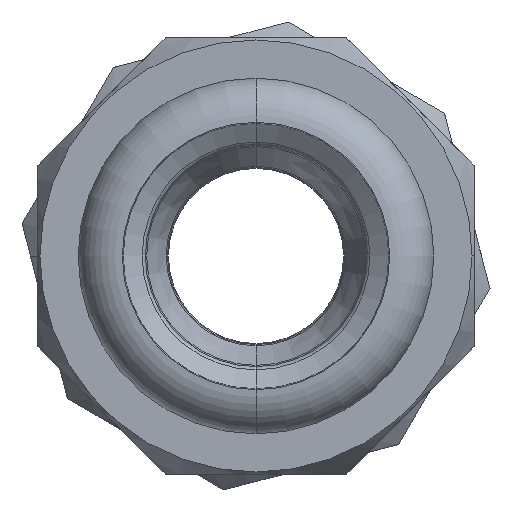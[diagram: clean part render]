
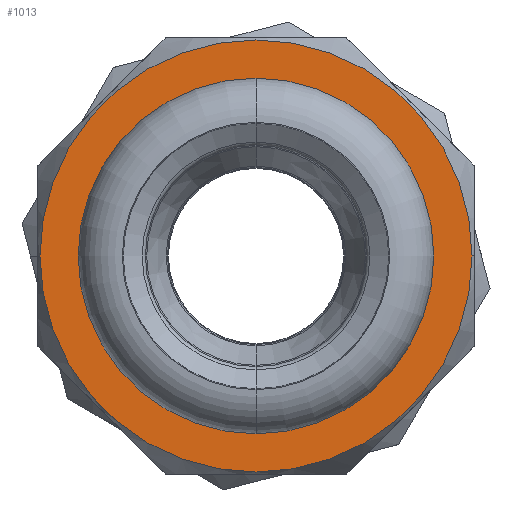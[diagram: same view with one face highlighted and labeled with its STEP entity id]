
A CAD part, left-side view. The second image highlights one B-rep face of the part: STEP entity #1013.
In plain terms, the highlighted planar face has unit normal (-1, 0, 0).
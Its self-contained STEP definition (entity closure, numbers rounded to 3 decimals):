
#61 = DIRECTION ( 'NONE',  ( -1., 0., 0. ) ) ;
#174 = ORIENTED_EDGE ( 'NONE', *, *, #848, .T. ) ;
#298 = CARTESIAN_POINT ( 'NONE',  ( -6.499, 14.65, 0. ) ) ;
#355 = AXIS2_PLACEMENT_3D ( 'NONE', #1998, #3981, #3918 ) ;
#363 = PLANE ( 'NONE',  #2721 ) ;
#408 = CARTESIAN_POINT ( 'NONE',  ( -6.499, -10., 0. ) ) ;
#472 = VERTEX_POINT ( 'NONE', #408 ) ;
#595 = AXIS2_PLACEMENT_3D ( 'NONE', #2871, #61, #617 ) ;
#606 = EDGE_CURVE ( 'NONE', #472, #3542, #3805, .T. ) ;
#617 = DIRECTION ( 'NONE',  ( 0., -1., 0. ) ) ;
#838 = DIRECTION ( 'NONE',  ( 0., -1., 0. ) ) ;
#848 = EDGE_CURVE ( 'NONE', #2994, #3861, #3960, .T. ) ;
#859 = DIRECTION ( 'NONE',  ( -1., 0., 0. ) ) ;
#893 = CARTESIAN_POINT ( 'NONE',  ( -6.499, 0., 0. ) ) ;
#1013 = ADVANCED_FACE ( 'NONE', ( #1610, #3156 ), #363, .F. ) ;
#1272 = DIRECTION ( 'NONE',  ( 0., 1., 0. ) ) ;
#1321 = CIRCLE ( 'NONE', #595, 14.65 ) ;
#1542 = DIRECTION ( 'NONE',  ( 0., -1., 0. ) ) ;
#1610 = FACE_BOUND ( 'NONE', #3240, .T. ) ;
#1635 = DIRECTION ( 'NONE',  ( 1., 0., 0. ) ) ;
#1832 = CARTESIAN_POINT ( 'NONE',  ( -6.499, -14.65, 0. ) ) ;
#1998 = CARTESIAN_POINT ( 'NONE',  ( -6.499, 0., 0. ) ) ;
#2032 = ORIENTED_EDGE ( 'NONE', *, *, #2306, .F. ) ;
#2153 = AXIS2_PLACEMENT_3D ( 'NONE', #893, #859, #838 ) ;
#2306 = EDGE_CURVE ( 'NONE', #3542, #472, #4101, .T. ) ;
#2552 = AXIS2_PLACEMENT_3D ( 'NONE', #3129, #4117, #1542 ) ;
#2721 = AXIS2_PLACEMENT_3D ( 'NONE', #3510, #1635, #1272 ) ;
#2871 = CARTESIAN_POINT ( 'NONE',  ( -6.499, 0., 0. ) ) ;
#2994 = VERTEX_POINT ( 'NONE', #298 ) ;
#3129 = CARTESIAN_POINT ( 'NONE',  ( -6.499, 0., 0. ) ) ;
#3156 = FACE_OUTER_BOUND ( 'NONE', #3541, .T. ) ;
#3240 = EDGE_LOOP ( 'NONE', ( #3568, #2032 ) ) ;
#3510 = CARTESIAN_POINT ( 'NONE',  ( -6.499, 10., 0. ) ) ;
#3538 = EDGE_CURVE ( 'NONE', #3861, #2994, #1321, .T. ) ;
#3541 = EDGE_LOOP ( 'NONE', ( #174, #4138 ) ) ;
#3542 = VERTEX_POINT ( 'NONE', #3859 ) ;
#3568 = ORIENTED_EDGE ( 'NONE', *, *, #606, .F. ) ;
#3805 = CIRCLE ( 'NONE', #2153, 10. ) ;
#3859 = CARTESIAN_POINT ( 'NONE',  ( -6.499, 10., 0. ) ) ;
#3861 = VERTEX_POINT ( 'NONE', #1832 ) ;
#3918 = DIRECTION ( 'NONE',  ( 0., -1., 0. ) ) ;
#3960 = CIRCLE ( 'NONE', #355, 14.65 ) ;
#3981 = DIRECTION ( 'NONE',  ( -1., 0., 0. ) ) ;
#4101 = CIRCLE ( 'NONE', #2552, 10. ) ;
#4117 = DIRECTION ( 'NONE',  ( -1., 0., 0. ) ) ;
#4138 = ORIENTED_EDGE ( 'NONE', *, *, #3538, .T. ) ;
